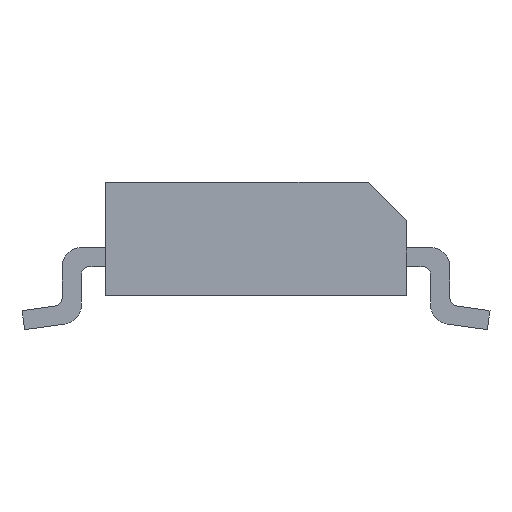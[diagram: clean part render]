
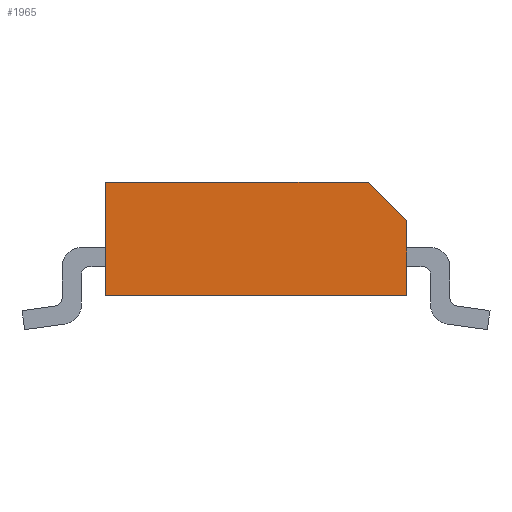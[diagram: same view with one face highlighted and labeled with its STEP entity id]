
A CAD part, left-side view. The second image highlights one B-rep face of the part: STEP entity #1965.
In plain terms, the highlighted planar face has unit normal (-1, 0, 0).
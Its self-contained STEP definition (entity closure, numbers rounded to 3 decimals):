
#520 = PLANE('',#521);
#521 = AXIS2_PLACEMENT_3D('',#522,#523,#524);
#522 = CARTESIAN_POINT('',(2.502,1.993,0.453));
#523 = DIRECTION('',(0.,1.,0.));
#524 = DIRECTION('',(-1.,0.,0.));
#1329 = VERTEX_POINT('',#1330);
#1330 = CARTESIAN_POINT('',(-2.502,1.993,0.453));
#1344 = PLANE('',#1345);
#1345 = AXIS2_PLACEMENT_3D('',#1346,#1347,#1348);
#1346 = CARTESIAN_POINT('',(0.,-0.001,0.453)
  );
#1347 = DIRECTION('',(0.,0.,-1.));
#1348 = DIRECTION('',(0.,1.,0.));
#1356 = EDGE_CURVE('',#1329,#1357,#1359,.T.);
#1357 = VERTEX_POINT('',#1358);
#1358 = CARTESIAN_POINT('',(-2.502,1.993,1.952));
#1359 = SURFACE_CURVE('',#1360,(#1364,#1371),.PCURVE_S1.);
#1360 = LINE('',#1361,#1362);
#1361 = CARTESIAN_POINT('',(-2.502,1.993,0.453));
#1362 = VECTOR('',#1363,1.);
#1363 = DIRECTION('',(0.,0.,1.));
#1364 = PCURVE('',#520,#1365);
#1365 = DEFINITIONAL_REPRESENTATION('',(#1366),#1370);
#1366 = LINE('',#1367,#1368);
#1367 = CARTESIAN_POINT('',(5.004,0.));
#1368 = VECTOR('',#1369,1.);
#1369 = DIRECTION('',(0.,1.));
#1370 = ( GEOMETRIC_REPRESENTATION_CONTEXT(2) 
PARAMETRIC_REPRESENTATION_CONTEXT() REPRESENTATION_CONTEXT('2D SPACE',''
  ) );
#1371 = PCURVE('',#1372,#1377);
#1372 = PLANE('',#1373);
#1373 = AXIS2_PLACEMENT_3D('',#1374,#1375,#1376);
#1374 = CARTESIAN_POINT('',(-2.502,1.993,0.453));
#1375 = DIRECTION('',(-1.,0.,0.));
#1376 = DIRECTION('',(0.,-1.,0.));
#1377 = DEFINITIONAL_REPRESENTATION('',(#1378),#1382);
#1378 = LINE('',#1379,#1380);
#1379 = CARTESIAN_POINT('',(0.,0.));
#1380 = VECTOR('',#1381,1.);
#1381 = DIRECTION('',(0.,1.));
#1382 = ( GEOMETRIC_REPRESENTATION_CONTEXT(2) 
PARAMETRIC_REPRESENTATION_CONTEXT() REPRESENTATION_CONTEXT('2D SPACE',''
  ) );
#1400 = PLANE('',#1401);
#1401 = AXIS2_PLACEMENT_3D('',#1402,#1403,#1404);
#1402 = CARTESIAN_POINT('',(0.,-0.001,1.952)
  );
#1403 = DIRECTION('',(0.,0.,1.));
#1404 = DIRECTION('',(0.,-1.,0.));
#1841 = VERTEX_POINT('',#1842);
#1842 = CARTESIAN_POINT('',(-2.502,-1.995,0.453));
#1856 = PLANE('',#1857);
#1857 = AXIS2_PLACEMENT_3D('',#1858,#1859,#1860);
#1858 = CARTESIAN_POINT('',(-2.502,-1.995,0.453));
#1859 = DIRECTION('',(0.,-1.,0.));
#1860 = DIRECTION('',(1.,0.,0.));
#1868 = EDGE_CURVE('',#1329,#1841,#1869,.T.);
#1869 = SURFACE_CURVE('',#1870,(#1874,#1881),.PCURVE_S1.);
#1870 = LINE('',#1871,#1872);
#1871 = CARTESIAN_POINT('',(-2.502,1.993,0.453));
#1872 = VECTOR('',#1873,1.);
#1873 = DIRECTION('',(0.,-1.,0.));
#1874 = PCURVE('',#1344,#1875);
#1875 = DEFINITIONAL_REPRESENTATION('',(#1876),#1880);
#1876 = LINE('',#1877,#1878);
#1877 = CARTESIAN_POINT('',(1.994,-2.502));
#1878 = VECTOR('',#1879,1.);
#1879 = DIRECTION('',(-1.,0.));
#1880 = ( GEOMETRIC_REPRESENTATION_CONTEXT(2) 
PARAMETRIC_REPRESENTATION_CONTEXT() REPRESENTATION_CONTEXT('2D SPACE',''
  ) );
#1881 = PCURVE('',#1372,#1882);
#1882 = DEFINITIONAL_REPRESENTATION('',(#1883),#1887);
#1883 = LINE('',#1884,#1885);
#1884 = CARTESIAN_POINT('',(0.,0.));
#1885 = VECTOR('',#1886,1.);
#1886 = DIRECTION('',(1.,0.));
#1887 = ( GEOMETRIC_REPRESENTATION_CONTEXT(2) 
PARAMETRIC_REPRESENTATION_CONTEXT() REPRESENTATION_CONTEXT('2D SPACE',''
  ) );
#1910 = PLANE('',#1911);
#1911 = AXIS2_PLACEMENT_3D('',#1912,#1913,#1914);
#1912 = CARTESIAN_POINT('',(-1.251,-1.741,1.698));
#1913 = DIRECTION('',(0.,-0.707,0.707
    ));
#1914 = DIRECTION('',(1.,0.,0.));
#1965 = ADVANCED_FACE('',(#1966),#1372,.T.);
#1966 = FACE_BOUND('',#1967,.T.);
#1967 = EDGE_LOOP('',(#1968,#1993,#2014,#2015,#2016));
#1968 = ORIENTED_EDGE('',*,*,#1969,.F.);
#1969 = EDGE_CURVE('',#1970,#1972,#1974,.T.);
#1970 = VERTEX_POINT('',#1971);
#1971 = CARTESIAN_POINT('',(-2.502,-1.487,1.952));
#1972 = VERTEX_POINT('',#1973);
#1973 = CARTESIAN_POINT('',(-2.502,-1.995,1.444));
#1974 = SURFACE_CURVE('',#1975,(#1979,#1986),.PCURVE_S1.);
#1975 = LINE('',#1976,#1977);
#1976 = CARTESIAN_POINT('',(-2.502,-1.119,2.32));
#1977 = VECTOR('',#1978,1.);
#1978 = DIRECTION('',(0.,-0.707,-0.707));
#1979 = PCURVE('',#1372,#1980);
#1980 = DEFINITIONAL_REPRESENTATION('',(#1981),#1985);
#1981 = LINE('',#1982,#1983);
#1982 = CARTESIAN_POINT('',(3.112,1.867));
#1983 = VECTOR('',#1984,1.);
#1984 = DIRECTION('',(0.707,-0.707));
#1985 = ( GEOMETRIC_REPRESENTATION_CONTEXT(2) 
PARAMETRIC_REPRESENTATION_CONTEXT() REPRESENTATION_CONTEXT('2D SPACE',''
  ) );
#1986 = PCURVE('',#1910,#1987);
#1987 = DEFINITIONAL_REPRESENTATION('',(#1988),#1992);
#1988 = LINE('',#1989,#1990);
#1989 = CARTESIAN_POINT('',(-1.251,0.88));
#1990 = VECTOR('',#1991,1.);
#1991 = DIRECTION('',(0.,-1.));
#1992 = ( GEOMETRIC_REPRESENTATION_CONTEXT(2) 
PARAMETRIC_REPRESENTATION_CONTEXT() REPRESENTATION_CONTEXT('2D SPACE',''
  ) );
#1993 = ORIENTED_EDGE('',*,*,#1994,.F.);
#1994 = EDGE_CURVE('',#1357,#1970,#1995,.T.);
#1995 = SURFACE_CURVE('',#1996,(#2000,#2007),.PCURVE_S1.);
#1996 = LINE('',#1997,#1998);
#1997 = CARTESIAN_POINT('',(-2.502,1.993,1.952));
#1998 = VECTOR('',#1999,1.);
#1999 = DIRECTION('',(0.,-1.,0.));
#2000 = PCURVE('',#1372,#2001);
#2001 = DEFINITIONAL_REPRESENTATION('',(#2002),#2006);
#2002 = LINE('',#2003,#2004);
#2003 = CARTESIAN_POINT('',(0.,1.499));
#2004 = VECTOR('',#2005,1.);
#2005 = DIRECTION('',(1.,0.));
#2006 = ( GEOMETRIC_REPRESENTATION_CONTEXT(2) 
PARAMETRIC_REPRESENTATION_CONTEXT() REPRESENTATION_CONTEXT('2D SPACE',''
  ) );
#2007 = PCURVE('',#1400,#2008);
#2008 = DEFINITIONAL_REPRESENTATION('',(#2009),#2013);
#2009 = LINE('',#2010,#2011);
#2010 = CARTESIAN_POINT('',(-1.994,-2.502));
#2011 = VECTOR('',#2012,1.);
#2012 = DIRECTION('',(1.,0.));
#2013 = ( GEOMETRIC_REPRESENTATION_CONTEXT(2) 
PARAMETRIC_REPRESENTATION_CONTEXT() REPRESENTATION_CONTEXT('2D SPACE',''
  ) );
#2014 = ORIENTED_EDGE('',*,*,#1356,.F.);
#2015 = ORIENTED_EDGE('',*,*,#1868,.T.);
#2016 = ORIENTED_EDGE('',*,*,#2017,.T.);
#2017 = EDGE_CURVE('',#1841,#1972,#2018,.T.);
#2018 = SURFACE_CURVE('',#2019,(#2023,#2030),.PCURVE_S1.);
#2019 = LINE('',#2020,#2021);
#2020 = CARTESIAN_POINT('',(-2.502,-1.995,0.453));
#2021 = VECTOR('',#2022,1.);
#2022 = DIRECTION('',(0.,0.,1.));
#2023 = PCURVE('',#1372,#2024);
#2024 = DEFINITIONAL_REPRESENTATION('',(#2025),#2029);
#2025 = LINE('',#2026,#2027);
#2026 = CARTESIAN_POINT('',(3.988,0.));
#2027 = VECTOR('',#2028,1.);
#2028 = DIRECTION('',(0.,1.));
#2029 = ( GEOMETRIC_REPRESENTATION_CONTEXT(2) 
PARAMETRIC_REPRESENTATION_CONTEXT() REPRESENTATION_CONTEXT('2D SPACE',''
  ) );
#2030 = PCURVE('',#1856,#2031);
#2031 = DEFINITIONAL_REPRESENTATION('',(#2032),#2036);
#2032 = LINE('',#2033,#2034);
#2033 = CARTESIAN_POINT('',(0.,0.));
#2034 = VECTOR('',#2035,1.);
#2035 = DIRECTION('',(0.,1.));
#2036 = ( GEOMETRIC_REPRESENTATION_CONTEXT(2) 
PARAMETRIC_REPRESENTATION_CONTEXT() REPRESENTATION_CONTEXT('2D SPACE',''
  ) );
